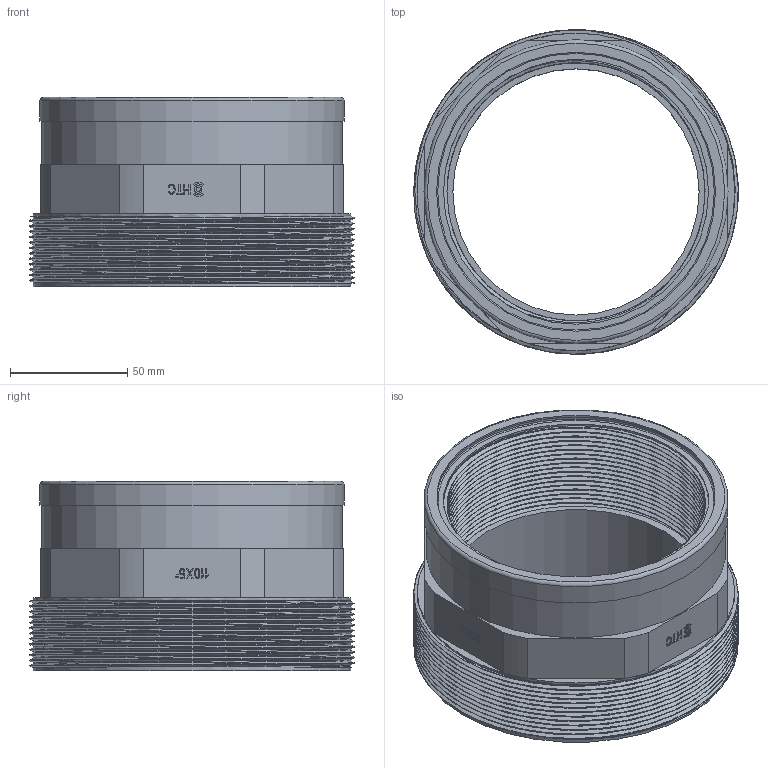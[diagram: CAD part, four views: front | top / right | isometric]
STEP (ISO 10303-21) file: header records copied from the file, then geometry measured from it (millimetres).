
FILE_DESCRIPTION(/* description */ (''),/* implementation_level */ '2;1');
FILE_NAME(/* name */ 'AFX600.SIG.110.step',/* time_stamp */ '2026-01-07T09:29:41+01:00',/* author */ (''),/* organization */ (''),/* preprocessor_version */ 'ST-DEVELOPER v20.1',/* originating_system */ 'Autodesk Translation Framework v14.21.0.0',/* authorisation */ '');
FILE_SCHEMA (('AUTOMOTIVE_DESIGN { 1 0 10303 214 3 1 1 }'));
Length unit declared in the file: millimetre
Products named in the file (1): 2026-01-07-08-17-22-475
Bounding box: 138.43 x 138.43 x 80.73 mm (x, y, z)
Volume: 354104.2 mm3; surface area: 108039 mm2
Topology: 2 solids, 2 shells, 307 faces, 791 edges, 521 vertices
Faces by surface type: plane 170, cylinder 85, bspline 48, torus 4
Full cylindrical faces by diameter (mm): 1.8 x1, 3.2 x1, 105 x1, 110.072 x17, 113.03 x17, 113.6 x1, 118.993 x1, 119 x1, 125 x1, 128 x1, 128.25 x1, 129.675 x1, 135.472 x13, 138.43 x11
Entity records: 33230 total; most frequent: CARTESIAN_POINT 26194, ORIENTED_EDGE 1582, DIRECTION 1168, EDGE_CURVE 791, VERTEX_POINT 521, LINE 486, VECTOR 486, EDGE_LOOP 344
